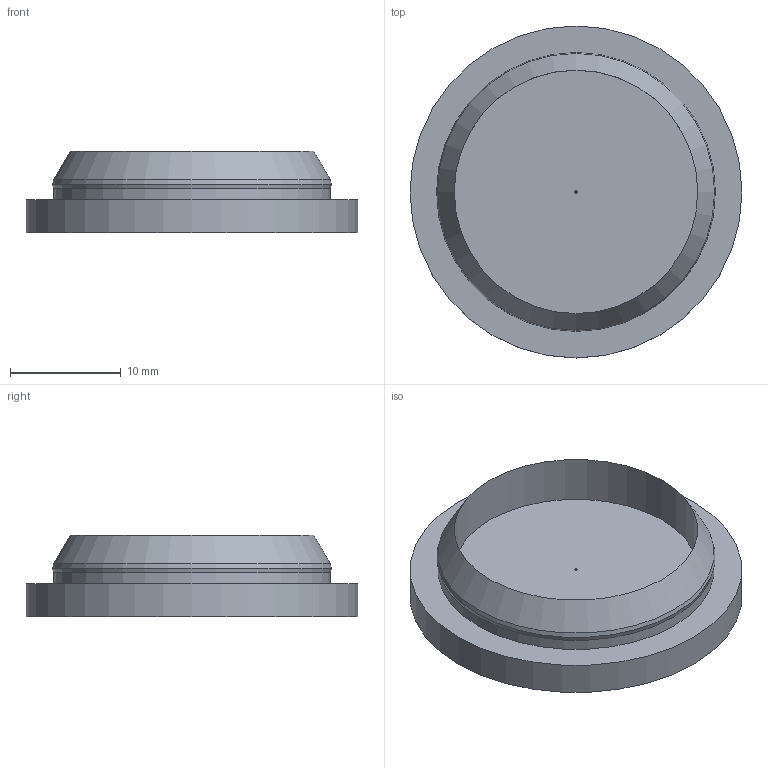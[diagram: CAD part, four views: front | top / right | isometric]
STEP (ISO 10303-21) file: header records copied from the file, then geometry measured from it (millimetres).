
FILE_DESCRIPTION(('FreeCAD Model'),'2;1');
FILE_NAME('Open CASCADE Shape Model','2025-09-03T20:12:49',(''),(''), 'Open CASCADE STEP processor 7.6','FreeCAD','Unknown');
FILE_SCHEMA(('AUTOMOTIVE_DESIGN { 1 0 10303 214 1 1 1 1 }'));
Length unit declared in the file: millimetre
Products named in the file (1): Cover
Bounding box: 30 x 30 x 7.4 mm (x, y, z)
Volume: 2020.8 mm3; surface area: 2611.4 mm2
Topology: 1 solids, 1 shells, 20 faces, 32 edges, 20 vertices
Faces by surface type: cylinder 9, plane 8, cone 3
Full cylindrical faces by diameter (mm): 0.2 x1, 5.167 x1, 10.133 x1, 15.1 x1, 20.067 x1, 22 x1, 25 x1, 25.033 x1, 30 x1
Entity records: 912 total; most frequent: DIRECTION 156, CARTESIAN_POINT 149, ORIENTED_EDGE 64, PCURVE 64, DEFINITIONAL_REPRESENTATION 64, LINE 60, VECTOR 60, AXIS2_PLACEMENT_3D 41
